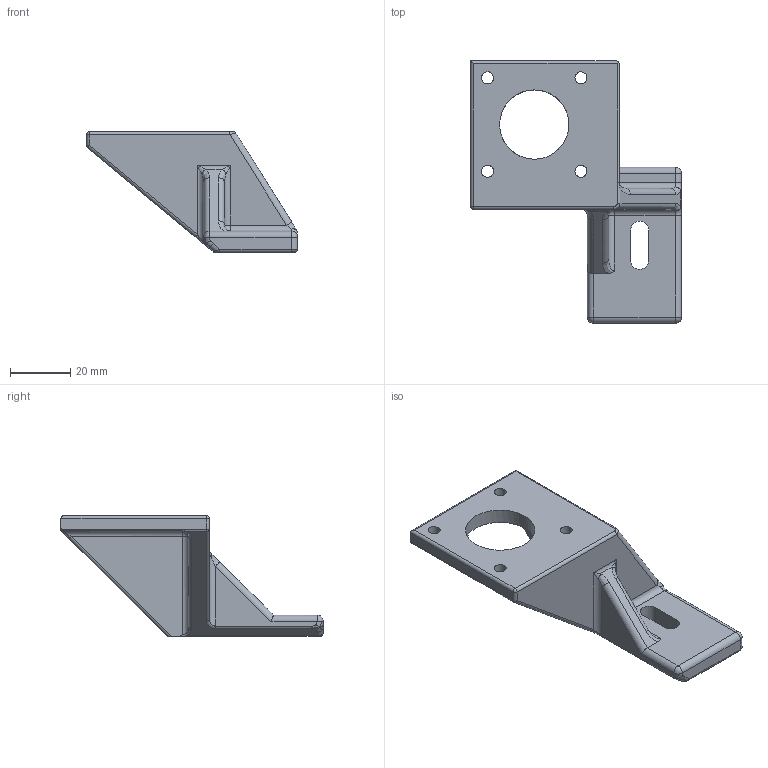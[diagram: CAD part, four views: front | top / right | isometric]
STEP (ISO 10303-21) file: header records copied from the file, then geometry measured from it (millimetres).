
FILE_DESCRIPTION(/* description */ (''),/* implementation_level */ '2;1');
FILE_NAME(/* name */ 'AhMotorMount_NEMA17.step',/* time_stamp */ '2019-04-26T13:11:22+02:00',/* author */ ('jeremy.loche'),/* organization */ (''),/* preprocessor_version */ 'ST-DEVELOPER v18',/* originating_system */ 'Autodesk Translation Framework v8.2.0.1029',/* authorisation */ '');
FILE_SCHEMA (('AUTOMOTIVE_DESIGN { 1 0 10303 214 3 1 1 }'));
Length unit declared in the file: millimetre
Products named in the file (1): TelescopeAHsupport
Bounding box: 70 x 87 x 40 mm (x, y, z)
Volume: 36059.9 mm3; surface area: 13454 mm2
Topology: 1 solids, 1 shells, 103 faces, 256 edges, 153 vertices
Faces by surface type: cylinder 48, plane 23, bspline 22, sphere 7, torus 3
Full cylindrical faces by diameter (mm): 4 x4, 23 x1
Entity records: 4273 total; most frequent: CARTESIAN_POINT 1821, ORIENTED_EDGE 508, DIRECTION 502, EDGE_CURVE 254, AXIS2_PLACEMENT_3D 199, VERTEX_POINT 153, EDGE_LOOP 115, LINE 104
